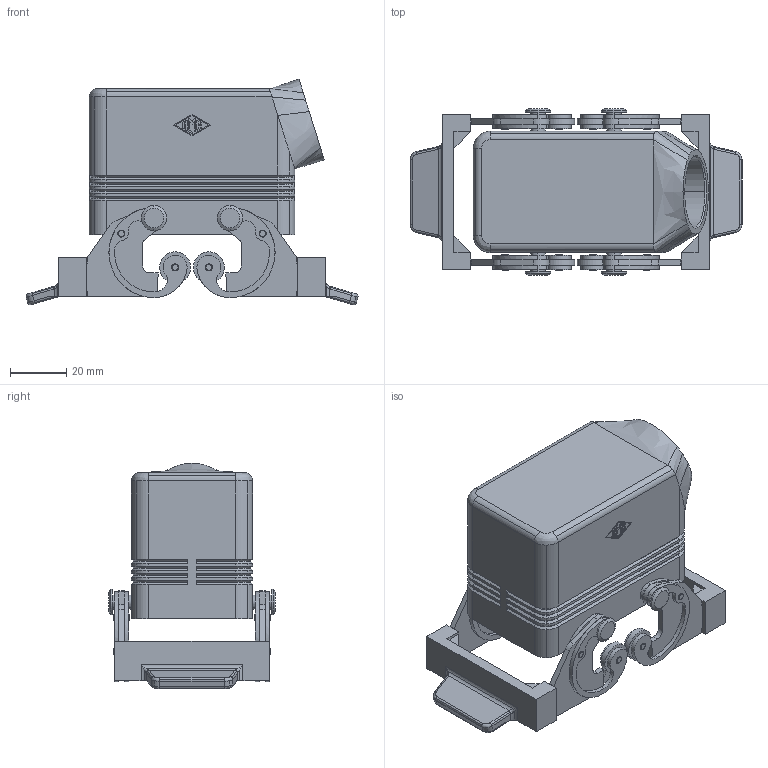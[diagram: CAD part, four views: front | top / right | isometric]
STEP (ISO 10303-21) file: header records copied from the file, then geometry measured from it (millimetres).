
FILE_DESCRIPTION((''),'2;1');
FILE_NAME('MHO 10 X25.stp','2007-01-05T12:13:19',('gembarski'),(''),'Autodesk Inventor 7','Autodesk Inventor 7','');
FILE_SCHEMA(('AUTOMOTIVE_DESIGN { 1 0 10303 214 1 1 1 1 }'));
Length unit declared in the file: millimetre
Products named in the file (1): CHO Tüllengehäuse 2 Bügel für einen Einsatz
Bounding box: 117.89 x 59 x 80.09 mm (x, y, z)
Volume: 72125.1 mm3; surface area: 45219.3 mm2
Topology: 1 solids, 5 shells, 821 faces, 2095 edges, 1310 vertices
Faces by surface type: bspline 283, plane 237, cylinder 211, cone 70, torus 20
Entity records: 28347 total; most frequent: CARTESIAN_POINT 8728, ORIENTED_EDGE 4166, DIRECTION 4069, EDGE_CURVE 2083, AXIS2_PLACEMENT_3D 1465, VERTEX_POINT 1310, VECTOR 1139, LINE 1139
